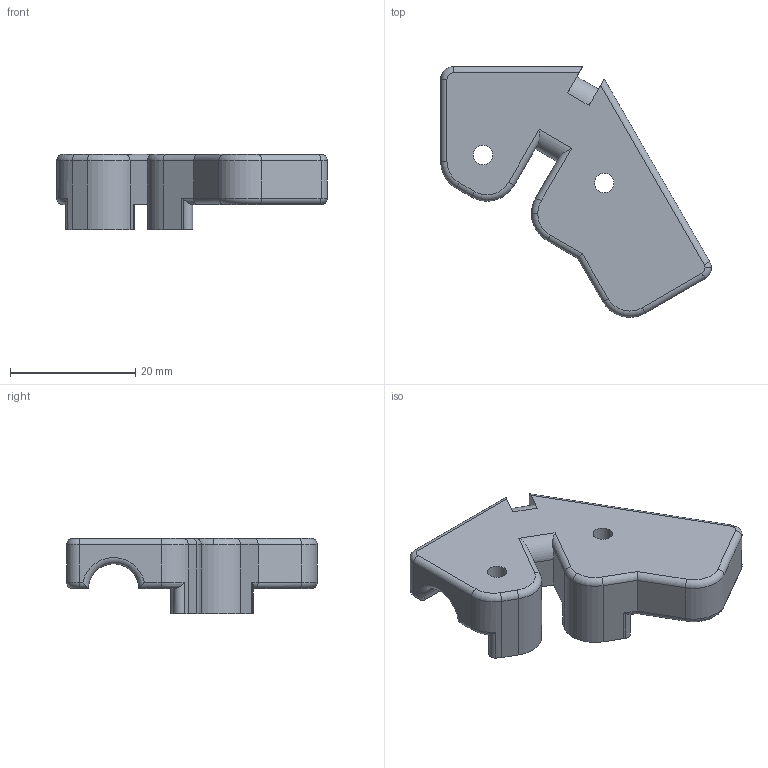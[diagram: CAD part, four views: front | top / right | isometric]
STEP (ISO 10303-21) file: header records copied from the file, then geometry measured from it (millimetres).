
FILE_DESCRIPTION (( 'STEP AP214' ), '1' );
FILE_NAME ('zip_tie_stack3_b.STEP', '2023-07-17T12:25:21', ( '' ), ( '' ), 'SwSTEP 2.0', 'SolidWorks 2022', '' );
FILE_SCHEMA (( 'AUTOMOTIVE_DESIGN' ));
Length unit declared in the file: millimetre
Products named in the file (1): zip_tie_stack3_b
Bounding box: 43.27 x 40.08 x 12 mm (x, y, z)
Volume: 6901.2 mm3; surface area: 3544.8 mm2
Topology: 1 solids, 1 shells, 91 faces, 239 edges, 151 vertices
Faces by surface type: cylinder 37, plane 37, torus 14, bspline 3
Entity records: 3045 total; most frequent: CARTESIAN_POINT 766, ORIENTED_EDGE 478, DIRECTION 472, EDGE_CURVE 239, AXIS2_PLACEMENT_3D 169, VERTEX_POINT 151, LINE 134, VECTOR 134
